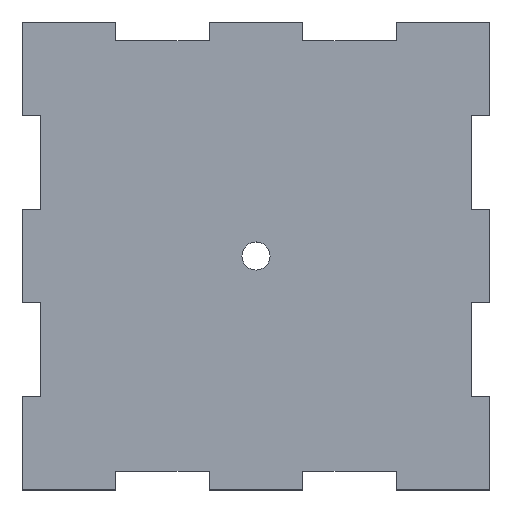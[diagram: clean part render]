
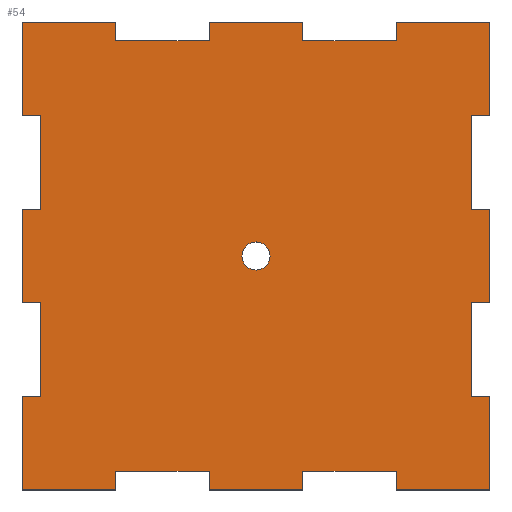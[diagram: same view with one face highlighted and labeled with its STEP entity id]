
A CAD part, top view. The second image highlights one B-rep face of the part: STEP entity #54.
In plain terms, the highlighted planar face has unit normal (0, 0, 1).
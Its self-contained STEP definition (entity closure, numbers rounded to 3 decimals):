
#54=ADVANCED_FACE('',(#101,#103),#105,.T.);
#101=FACE_BOUND('',#102,.T.);
#102=EDGE_LOOP('',(#408,#409,#410,#411,#412,#413,#414,#415,#416,#417,#418,#419,#420,
#421,#422,#423,#424,#425,#426,#427,#428,#429,#430,#431,#432,#433,#434,#435,#436,
#437,#438,#439,#440,#441,#442,#443));
#103=FACE_BOUND('',#104,.T.);
#104=EDGE_LOOP('',(#444));
#105=PLANE('',#106);
#106=AXIS2_PLACEMENT_3D('',#107,#108,#109);
#107=CARTESIAN_POINT('',(0.,0.,4.));
#108=DIRECTION('',(0.,0.,1.));
#109=DIRECTION('',(-1.,0.,0.));
#408=ORIENTED_EDGE('',*,*,#628,.T.);
#409=ORIENTED_EDGE('',*,*,#629,.T.);
#410=ORIENTED_EDGE('',*,*,#630,.T.);
#411=ORIENTED_EDGE('',*,*,#631,.T.);
#412=ORIENTED_EDGE('',*,*,#632,.T.);
#413=ORIENTED_EDGE('',*,*,#633,.T.);
#414=ORIENTED_EDGE('',*,*,#634,.T.);
#415=ORIENTED_EDGE('',*,*,#635,.T.);
#416=ORIENTED_EDGE('',*,*,#636,.T.);
#417=ORIENTED_EDGE('',*,*,#637,.T.);
#418=ORIENTED_EDGE('',*,*,#638,.T.);
#419=ORIENTED_EDGE('',*,*,#639,.T.);
#420=ORIENTED_EDGE('',*,*,#640,.T.);
#421=ORIENTED_EDGE('',*,*,#641,.T.);
#422=ORIENTED_EDGE('',*,*,#642,.T.);
#423=ORIENTED_EDGE('',*,*,#643,.T.);
#424=ORIENTED_EDGE('',*,*,#644,.T.);
#425=ORIENTED_EDGE('',*,*,#645,.T.);
#426=ORIENTED_EDGE('',*,*,#646,.T.);
#427=ORIENTED_EDGE('',*,*,#647,.T.);
#428=ORIENTED_EDGE('',*,*,#648,.T.);
#429=ORIENTED_EDGE('',*,*,#649,.T.);
#430=ORIENTED_EDGE('',*,*,#650,.T.);
#431=ORIENTED_EDGE('',*,*,#651,.T.);
#432=ORIENTED_EDGE('',*,*,#652,.T.);
#433=ORIENTED_EDGE('',*,*,#653,.T.);
#434=ORIENTED_EDGE('',*,*,#654,.T.);
#435=ORIENTED_EDGE('',*,*,#655,.T.);
#436=ORIENTED_EDGE('',*,*,#656,.T.);
#437=ORIENTED_EDGE('',*,*,#657,.T.);
#438=ORIENTED_EDGE('',*,*,#658,.T.);
#439=ORIENTED_EDGE('',*,*,#659,.T.);
#440=ORIENTED_EDGE('',*,*,#660,.T.);
#441=ORIENTED_EDGE('',*,*,#661,.T.);
#442=ORIENTED_EDGE('',*,*,#662,.T.);
#443=ORIENTED_EDGE('',*,*,#663,.T.);
#444=ORIENTED_EDGE('',*,*,#664,.T.);
#628=EDGE_CURVE('',#775,#776,#777,.T.);
#629=EDGE_CURVE('',#776,#778,#779,.T.);
#630=EDGE_CURVE('',#778,#780,#781,.T.);
#631=EDGE_CURVE('',#780,#782,#783,.T.);
#632=EDGE_CURVE('',#782,#784,#785,.T.);
#633=EDGE_CURVE('',#784,#786,#787,.T.);
#634=EDGE_CURVE('',#786,#788,#789,.T.);
#635=EDGE_CURVE('',#788,#790,#791,.T.);
#636=EDGE_CURVE('',#790,#792,#793,.T.);
#637=EDGE_CURVE('',#792,#794,#795,.T.);
#638=EDGE_CURVE('',#794,#796,#797,.T.);
#639=EDGE_CURVE('',#796,#798,#799,.T.);
#640=EDGE_CURVE('',#798,#800,#801,.T.);
#641=EDGE_CURVE('',#800,#802,#803,.T.);
#642=EDGE_CURVE('',#802,#804,#805,.T.);
#643=EDGE_CURVE('',#804,#806,#807,.T.);
#644=EDGE_CURVE('',#806,#808,#809,.T.);
#645=EDGE_CURVE('',#808,#810,#811,.T.);
#646=EDGE_CURVE('',#810,#812,#813,.T.);
#647=EDGE_CURVE('',#812,#814,#815,.T.);
#648=EDGE_CURVE('',#814,#816,#817,.T.);
#649=EDGE_CURVE('',#816,#818,#819,.T.);
#650=EDGE_CURVE('',#818,#820,#821,.T.);
#651=EDGE_CURVE('',#820,#822,#823,.T.);
#652=EDGE_CURVE('',#822,#824,#825,.T.);
#653=EDGE_CURVE('',#824,#826,#827,.T.);
#654=EDGE_CURVE('',#826,#828,#829,.T.);
#655=EDGE_CURVE('',#828,#830,#831,.T.);
#656=EDGE_CURVE('',#830,#832,#833,.T.);
#657=EDGE_CURVE('',#832,#834,#835,.T.);
#658=EDGE_CURVE('',#834,#836,#837,.T.);
#659=EDGE_CURVE('',#836,#838,#839,.T.);
#660=EDGE_CURVE('',#838,#840,#841,.T.);
#661=EDGE_CURVE('',#840,#842,#843,.T.);
#662=EDGE_CURVE('',#842,#844,#845,.T.);
#663=EDGE_CURVE('',#844,#775,#846,.T.);
#664=EDGE_CURVE('',#847,#847,#848,.F.);
#775=VERTEX_POINT('',#1034);
#776=VERTEX_POINT('',#1035);
#777=LINE('',#1036,#1037);
#778=VERTEX_POINT('',#1039);
#779=LINE('',#1040,#1041);
#780=VERTEX_POINT('',#1043);
#781=LINE('',#1044,#1045);
#782=VERTEX_POINT('',#1047);
#783=LINE('',#1048,#1049);
#784=VERTEX_POINT('',#1051);
#785=LINE('',#1052,#1053);
#786=VERTEX_POINT('',#1055);
#787=LINE('',#1056,#1057);
#788=VERTEX_POINT('',#1059);
#789=LINE('',#1060,#1061);
#790=VERTEX_POINT('',#1063);
#791=LINE('',#1064,#1065);
#792=VERTEX_POINT('',#1067);
#793=LINE('',#1068,#1069);
#794=VERTEX_POINT('',#1071);
#795=LINE('',#1072,#1073);
#796=VERTEX_POINT('',#1075);
#797=LINE('',#1076,#1077);
#798=VERTEX_POINT('',#1079);
#799=LINE('',#1080,#1081);
#800=VERTEX_POINT('',#1083);
#801=LINE('',#1084,#1085);
#802=VERTEX_POINT('',#1087);
#803=LINE('',#1088,#1089);
#804=VERTEX_POINT('',#1091);
#805=LINE('',#1092,#1093);
#806=VERTEX_POINT('',#1095);
#807=LINE('',#1096,#1097);
#808=VERTEX_POINT('',#1099);
#809=LINE('',#1100,#1101);
#810=VERTEX_POINT('',#1103);
#811=LINE('',#1104,#1105);
#812=VERTEX_POINT('',#1107);
#813=LINE('',#1108,#1109);
#814=VERTEX_POINT('',#1111);
#815=LINE('',#1112,#1113);
#816=VERTEX_POINT('',#1115);
#817=LINE('',#1116,#1117);
#818=VERTEX_POINT('',#1119);
#819=LINE('',#1120,#1121);
#820=VERTEX_POINT('',#1123);
#821=LINE('',#1124,#1125);
#822=VERTEX_POINT('',#1127);
#823=LINE('',#1128,#1129);
#824=VERTEX_POINT('',#1131);
#825=LINE('',#1132,#1133);
#826=VERTEX_POINT('',#1135);
#827=LINE('',#1136,#1137);
#828=VERTEX_POINT('',#1139);
#829=LINE('',#1140,#1141);
#830=VERTEX_POINT('',#1143);
#831=LINE('',#1144,#1145);
#832=VERTEX_POINT('',#1147);
#833=LINE('',#1148,#1149);
#834=VERTEX_POINT('',#1151);
#835=LINE('',#1152,#1153);
#836=VERTEX_POINT('',#1155);
#837=LINE('',#1156,#1157);
#838=VERTEX_POINT('',#1159);
#839=LINE('',#1160,#1161);
#840=VERTEX_POINT('',#1163);
#841=LINE('',#1164,#1165);
#842=VERTEX_POINT('',#1167);
#843=LINE('',#1168,#1169);
#844=VERTEX_POINT('',#1171);
#845=LINE('',#1172,#1173);
#846=LINE('',#1175,#1176);
#847=VERTEX_POINT('',#1178);
#848=CIRCLE('',#1179,3.);
#1034=CARTESIAN_POINT('',(45.625,-30.,4.));
#1035=CARTESIAN_POINT('',(25.625,-30.,4.));
#1036=CARTESIAN_POINT('',(45.625,-30.,4.));
#1037=VECTOR('',#1038,1.);
#1038=DIRECTION('',(-1.,0.,0.));
#1039=CARTESIAN_POINT('',(25.625,-34.,4.));
#1040=CARTESIAN_POINT('',(25.625,-30.,4.));
#1041=VECTOR('',#1042,1.);
#1042=DIRECTION('',(0.,-1.,0.));
#1043=CARTESIAN_POINT('',(5.625,-34.,4.));
#1044=CARTESIAN_POINT('',(25.625,-34.,4.));
#1045=VECTOR('',#1046,1.);
#1046=DIRECTION('',(-1.,0.,0.));
#1047=CARTESIAN_POINT('',(5.625,-30.,4.));
#1048=CARTESIAN_POINT('',(5.625,-34.,4.));
#1049=VECTOR('',#1050,1.);
#1050=DIRECTION('',(0.,1.,0.));
#1051=CARTESIAN_POINT('',(-14.375,-30.,4.));
#1052=CARTESIAN_POINT('',(5.625,-30.,4.));
#1053=VECTOR('',#1054,1.);
#1054=DIRECTION('',(-1.,0.,0.));
#1055=CARTESIAN_POINT('',(-14.375,-34.,4.));
#1056=CARTESIAN_POINT('',(-14.375,-30.,4.));
#1057=VECTOR('',#1058,1.);
#1058=DIRECTION('',(0.,-1.,0.));
#1059=CARTESIAN_POINT('',(-34.375,-34.,4.));
#1060=CARTESIAN_POINT('',(-14.375,-34.,4.));
#1061=VECTOR('',#1062,1.);
#1062=DIRECTION('',(-1.,0.,0.));
#1063=CARTESIAN_POINT('',(-34.375,-30.,4.));
#1064=CARTESIAN_POINT('',(-34.375,-34.,4.));
#1065=VECTOR('',#1066,1.);
#1066=DIRECTION('',(0.,1.,0.));
#1067=CARTESIAN_POINT('',(-54.375,-30.,4.));
#1068=CARTESIAN_POINT('',(-34.375,-30.,4.));
#1069=VECTOR('',#1070,1.);
#1070=DIRECTION('',(-1.,0.,0.));
#1071=CARTESIAN_POINT('',(-54.375,-50.,4.));
#1072=CARTESIAN_POINT('',(-54.375,-30.,4.));
#1073=VECTOR('',#1074,1.);
#1074=DIRECTION('',(0.,-1.,0.));
#1075=CARTESIAN_POINT('',(-50.375,-50.,4.));
#1076=CARTESIAN_POINT('',(-54.375,-50.,4.));
#1077=VECTOR('',#1078,1.);
#1078=DIRECTION('',(1.,0.,0.));
#1079=CARTESIAN_POINT('',(-50.375,-70.,4.));
#1080=CARTESIAN_POINT('',(-50.375,-50.,4.));
#1081=VECTOR('',#1082,1.);
#1082=DIRECTION('',(0.,-1.,0.));
#1083=CARTESIAN_POINT('',(-54.375,-70.,4.));
#1084=CARTESIAN_POINT('',(-50.375,-70.,4.));
#1085=VECTOR('',#1086,1.);
#1086=DIRECTION('',(-1.,0.,0.));
#1087=CARTESIAN_POINT('',(-54.375,-90.,4.));
#1088=CARTESIAN_POINT('',(-54.375,-70.,4.));
#1089=VECTOR('',#1090,1.);
#1090=DIRECTION('',(0.,-1.,0.));
#1091=CARTESIAN_POINT('',(-50.375,-90.,4.));
#1092=CARTESIAN_POINT('',(-54.375,-90.,4.));
#1093=VECTOR('',#1094,1.);
#1094=DIRECTION('',(1.,0.,0.));
#1095=CARTESIAN_POINT('',(-50.375,-110.,4.));
#1096=CARTESIAN_POINT('',(-50.375,-90.,4.));
#1097=VECTOR('',#1098,1.);
#1098=DIRECTION('',(0.,-1.,0.));
#1099=CARTESIAN_POINT('',(-54.375,-110.,4.));
#1100=CARTESIAN_POINT('',(-50.375,-110.,4.));
#1101=VECTOR('',#1102,1.);
#1102=DIRECTION('',(-1.,0.,0.));
#1103=CARTESIAN_POINT('',(-54.375,-130.,4.));
#1104=CARTESIAN_POINT('',(-54.375,-110.,4.));
#1105=VECTOR('',#1106,1.);
#1106=DIRECTION('',(0.,-1.,0.));
#1107=CARTESIAN_POINT('',(-34.375,-130.,4.));
#1108=CARTESIAN_POINT('',(-54.375,-130.,4.));
#1109=VECTOR('',#1110,1.);
#1110=DIRECTION('',(1.,0.,0.));
#1111=CARTESIAN_POINT('',(-34.375,-126.,4.));
#1112=CARTESIAN_POINT('',(-34.375,-130.,4.));
#1113=VECTOR('',#1114,1.);
#1114=DIRECTION('',(0.,1.,0.));
#1115=CARTESIAN_POINT('',(-14.375,-126.,4.));
#1116=CARTESIAN_POINT('',(-34.375,-126.,4.));
#1117=VECTOR('',#1118,1.);
#1118=DIRECTION('',(1.,0.,0.));
#1119=CARTESIAN_POINT('',(-14.375,-130.,4.));
#1120=CARTESIAN_POINT('',(-14.375,-126.,4.));
#1121=VECTOR('',#1122,1.);
#1122=DIRECTION('',(0.,-1.,0.));
#1123=CARTESIAN_POINT('',(5.625,-130.,4.));
#1124=CARTESIAN_POINT('',(-14.375,-130.,4.));
#1125=VECTOR('',#1126,1.);
#1126=DIRECTION('',(1.,0.,0.));
#1127=CARTESIAN_POINT('',(5.625,-126.,4.));
#1128=CARTESIAN_POINT('',(5.625,-130.,4.));
#1129=VECTOR('',#1130,1.);
#1130=DIRECTION('',(0.,1.,0.));
#1131=CARTESIAN_POINT('',(25.625,-126.,4.));
#1132=CARTESIAN_POINT('',(5.625,-126.,4.));
#1133=VECTOR('',#1134,1.);
#1134=DIRECTION('',(1.,0.,0.));
#1135=CARTESIAN_POINT('',(25.625,-130.,4.));
#1136=CARTESIAN_POINT('',(25.625,-126.,4.));
#1137=VECTOR('',#1138,1.);
#1138=DIRECTION('',(0.,-1.,0.));
#1139=CARTESIAN_POINT('',(45.625,-130.,4.));
#1140=CARTESIAN_POINT('',(25.625,-130.,4.));
#1141=VECTOR('',#1142,1.);
#1142=DIRECTION('',(1.,0.,0.));
#1143=CARTESIAN_POINT('',(45.625,-110.,4.));
#1144=CARTESIAN_POINT('',(45.625,-130.,4.));
#1145=VECTOR('',#1146,1.);
#1146=DIRECTION('',(0.,1.,0.));
#1147=CARTESIAN_POINT('',(41.625,-110.,4.));
#1148=CARTESIAN_POINT('',(45.625,-110.,4.));
#1149=VECTOR('',#1150,1.);
#1150=DIRECTION('',(-1.,0.,0.));
#1151=CARTESIAN_POINT('',(41.625,-90.,4.));
#1152=CARTESIAN_POINT('',(41.625,-110.,4.));
#1153=VECTOR('',#1154,1.);
#1154=DIRECTION('',(0.,1.,0.));
#1155=CARTESIAN_POINT('',(45.625,-90.,4.));
#1156=CARTESIAN_POINT('',(41.625,-90.,4.));
#1157=VECTOR('',#1158,1.);
#1158=DIRECTION('',(1.,0.,0.));
#1159=CARTESIAN_POINT('',(45.625,-70.,4.));
#1160=CARTESIAN_POINT('',(45.625,-90.,4.));
#1161=VECTOR('',#1162,1.);
#1162=DIRECTION('',(0.,1.,0.));
#1163=CARTESIAN_POINT('',(41.625,-70.,4.));
#1164=CARTESIAN_POINT('',(45.625,-70.,4.));
#1165=VECTOR('',#1166,1.);
#1166=DIRECTION('',(-1.,0.,0.));
#1167=CARTESIAN_POINT('',(41.625,-50.,4.));
#1168=CARTESIAN_POINT('',(41.625,-70.,4.));
#1169=VECTOR('',#1170,1.);
#1170=DIRECTION('',(0.,1.,0.));
#1171=CARTESIAN_POINT('',(45.625,-50.,4.));
#1172=CARTESIAN_POINT('',(41.625,-50.,4.));
#1173=VECTOR('',#1174,1.);
#1174=DIRECTION('',(1.,0.,0.));
#1175=CARTESIAN_POINT('',(45.625,-50.,4.));
#1176=VECTOR('',#1177,1.);
#1177=DIRECTION('',(0.,1.,0.));
#1178=CARTESIAN_POINT('',(-4.375,-83.011,4.));
#1179=AXIS2_PLACEMENT_3D('',#1180,#1181,#1182);
#1180=CARTESIAN_POINT('',(-4.375,-80.011,4.));
#1181=DIRECTION('',(0.,0.,1.));
#1182=DIRECTION('',(0.,-1.,0.));
